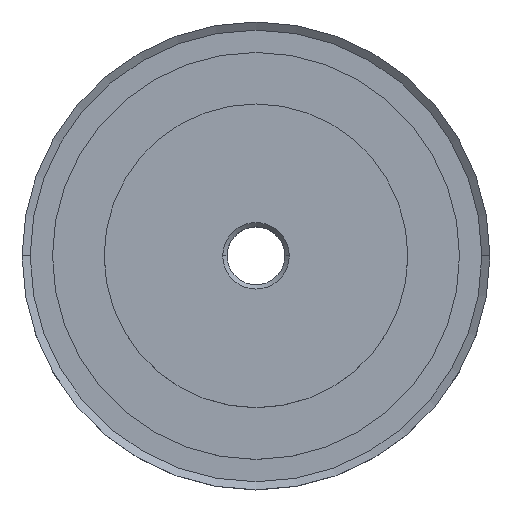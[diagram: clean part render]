
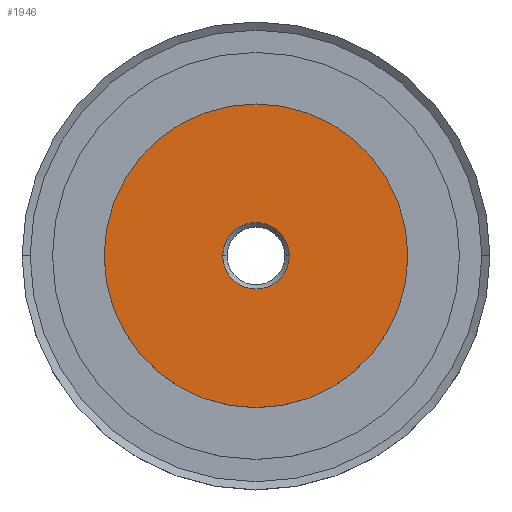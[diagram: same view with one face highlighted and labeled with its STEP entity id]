
A CAD part, top view. The second image highlights one B-rep face of the part: STEP entity #1946.
In plain terms, the highlighted planar face has unit normal (0, 0, 1).
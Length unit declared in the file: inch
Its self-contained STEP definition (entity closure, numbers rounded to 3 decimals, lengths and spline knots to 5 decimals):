
#2 = AXIS2_PLACEMENT_3D ( 'NONE', #8752, #3888, #9594 ) ;
#325 = EDGE_LOOP ( 'NONE', ( #4219, #2195 ) ) ;
#327 = VERTEX_POINT ( 'NONE', #452 ) ;
#452 = CARTESIAN_POINT ( 'NONE',  ( 0.2875, 0., 0.5 ) ) ;
#593 = VERTEX_POINT ( 'NONE', #2980 ) ;
#1193 = PLANE ( 'NONE',  #5075 ) ;
#1598 = EDGE_CURVE ( 'NONE', #327, #593, #6158, .T. ) ;
#1740 = ORIENTED_EDGE ( 'NONE', *, *, #4825, .T. ) ;
#1831 = CARTESIAN_POINT ( 'NONE',  ( 0., 0., 0.5 ) ) ;
#1946 = ADVANCED_FACE ( 'NONE', ( #7407, #2815 ), #1193, .T. ) ;
#2020 = CARTESIAN_POINT ( 'NONE',  ( 0., 0., 0.5 ) ) ;
#2195 = ORIENTED_EDGE ( 'NONE', *, *, #4715, .F. ) ;
#2515 = AXIS2_PLACEMENT_3D ( 'NONE', #1831, #7560, #2659 ) ;
#2659 = DIRECTION ( 'NONE',  ( 1., 0., 0. ) ) ;
#2737 = CARTESIAN_POINT ( 'NONE',  ( -1.3125, 0., 0.5 ) ) ;
#2815 = FACE_OUTER_BOUND ( 'NONE', #3286, .T. ) ;
#2980 = CARTESIAN_POINT ( 'NONE',  ( -0.2875, 0., 0.5 ) ) ;
#3286 = EDGE_LOOP ( 'NONE', ( #6481, #1740 ) ) ;
#3314 = EDGE_CURVE ( 'NONE', #7842, #7170, #9260, .T. ) ;
#3409 = CARTESIAN_POINT ( 'NONE',  ( 0., 0., 0.5 ) ) ;
#3888 = DIRECTION ( 'NONE',  ( 0., 0., 1. ) ) ;
#4139 = CARTESIAN_POINT ( 'NONE',  ( 0., 0., 0.5 ) ) ;
#4219 = ORIENTED_EDGE ( 'NONE', *, *, #1598, .F. ) ;
#4248 = DIRECTION ( 'NONE',  ( 1., 0., 0. ) ) ;
#4508 = DIRECTION ( 'NONE',  ( 0., 0., 1. ) ) ;
#4715 = EDGE_CURVE ( 'NONE', #593, #327, #6317, .T. ) ;
#4825 = EDGE_CURVE ( 'NONE', #7170, #7842, #9380, .T. ) ;
#4944 = DIRECTION ( 'NONE',  ( 1., 0., 0. ) ) ;
#5075 = AXIS2_PLACEMENT_3D ( 'NONE', #2020, #4508, #10210 ) ;
#5476 = CARTESIAN_POINT ( 'NONE',  ( 1.3125, 0., 0.5 ) ) ;
#6049 = AXIS2_PLACEMENT_3D ( 'NONE', #3409, #9108, #4248 ) ;
#6158 = CIRCLE ( 'NONE', #6049, 0.2875 ) ;
#6317 = CIRCLE ( 'NONE', #9853, 0.2875 ) ;
#6481 = ORIENTED_EDGE ( 'NONE', *, *, #3314, .T. ) ;
#7170 = VERTEX_POINT ( 'NONE', #5476 ) ;
#7407 = FACE_BOUND ( 'NONE', #325, .T. ) ;
#7560 = DIRECTION ( 'NONE',  ( 0., 0., 1. ) ) ;
#7842 = VERTEX_POINT ( 'NONE', #2737 ) ;
#8752 = CARTESIAN_POINT ( 'NONE',  ( 0., 0., 0.5 ) ) ;
#9108 = DIRECTION ( 'NONE',  ( 0., 0., 1. ) ) ;
#9260 = CIRCLE ( 'NONE', #2, 1.3125 ) ;
#9380 = CIRCLE ( 'NONE', #2515, 1.3125 ) ;
#9594 = DIRECTION ( 'NONE',  ( 1., 0., 0. ) ) ;
#9845 = DIRECTION ( 'NONE',  ( 0., 0., 1. ) ) ;
#9853 = AXIS2_PLACEMENT_3D ( 'NONE', #4139, #9845, #4944 ) ;
#10210 = DIRECTION ( 'NONE',  ( 1., 0., 0. ) ) ;
